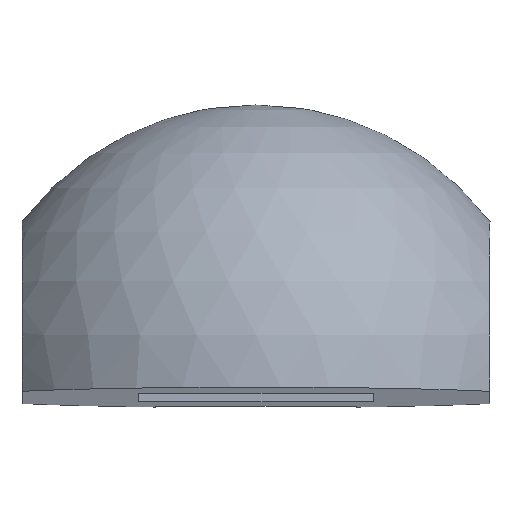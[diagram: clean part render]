
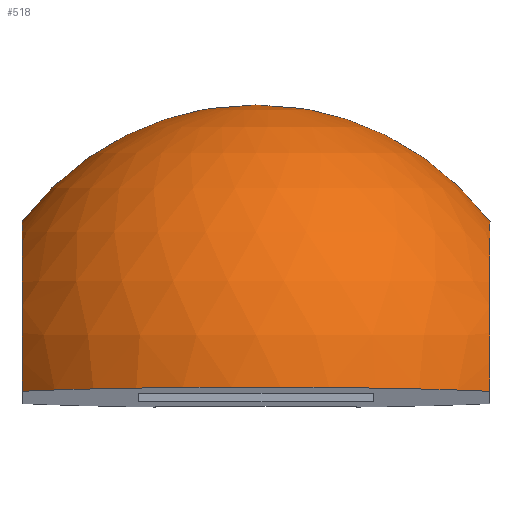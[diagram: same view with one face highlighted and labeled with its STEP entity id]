
A CAD part, front view. The second image highlights one B-rep face of the part: STEP entity #518.
In plain terms, the highlighted spherical face has radius 41.667 mm.
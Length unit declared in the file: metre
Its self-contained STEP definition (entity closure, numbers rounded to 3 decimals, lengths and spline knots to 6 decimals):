
#3 = DIRECTION ( 'NONE',  ( -1., 0., 0. ) ) ;
#37 = CIRCLE ( 'NONE', #64, 0.025 ) ;
#42 = ORIENTED_EDGE ( 'NONE', *, *, #333, .F. ) ;
#48 = VERTEX_POINT ( 'NONE', #386 ) ;
#64 = AXIS2_PLACEMENT_3D ( 'NONE', #121, #208, #447 ) ;
#65 = FACE_OUTER_BOUND ( 'NONE', #258, .T. ) ;
#115 = ORIENTED_EDGE ( 'NONE', *, *, #382, .T. ) ;
#119 = DIRECTION ( 'NONE',  ( 0., 0.999, -0.035 ) ) ;
#121 = CARTESIAN_POINT ( 'NONE',  ( -0.033333, -0.0626, 0.000003 ) ) ;
#158 = AXIS2_PLACEMENT_3D ( 'NONE', #490, #170, #119 ) ;
#164 = CARTESIAN_POINT ( 'NONE',  ( 0.033333, -0.0626, -0.000003 ) ) ;
#170 = DIRECTION ( 'NONE',  ( 0., 0.035, 0.999 ) ) ;
#202 = VERTEX_POINT ( 'NONE', #472 ) ;
#207 = ORIENTED_EDGE ( 'NONE', *, *, #372, .T. ) ;
#208 = DIRECTION ( 'NONE',  ( 1., 0., 0. ) ) ;
#214 = CIRCLE ( 'NONE', #305, 0.025 ) ;
#247 = DIRECTION ( 'NONE',  ( 0., 1., 0. ) ) ;
#258 = EDGE_LOOP ( 'NONE', ( #42, #268, #207, #115 ) ) ;
#265 = VERTEX_POINT ( 'NONE', #310 ) ;
#266 = DIRECTION ( 'NONE',  ( 1., 0., 0. ) ) ;
#268 = ORIENTED_EDGE ( 'NONE', *, *, #283, .T. ) ;
#283 = EDGE_CURVE ( 'NONE', #48, #435, #37, .T. ) ;
#292 = SPHERICAL_SURFACE ( 'NONE', #366, 0.041667 ) ;
#305 = AXIS2_PLACEMENT_3D ( 'NONE', #164, #3, #487 ) ;
#310 = CARTESIAN_POINT ( 'NONE',  ( 0.033333, -0.087584, 0.000873 ) ) ;
#331 = AXIS2_PLACEMENT_3D ( 'NONE', #478, #247, #409 ) ;
#333 = EDGE_CURVE ( 'NONE', #48, #202, #463, .T. ) ;
#366 = AXIS2_PLACEMENT_3D ( 'NONE', #449, #425, #266 ) ;
#372 = EDGE_CURVE ( 'NONE', #435, #265, #393, .T. ) ;
#380 = CARTESIAN_POINT ( 'NONE',  ( -0.033333, -0.087584, 0.000879 ) ) ;
#382 = EDGE_CURVE ( 'NONE', #265, #202, #214, .T. ) ;
#386 = CARTESIAN_POINT ( 'NONE',  ( -0.033331, -0.0626, 0.025003 ) ) ;
#393 = CIRCLE ( 'NONE', #158, 0.041667 ) ;
#409 = DIRECTION ( 'NONE',  ( -1., 0., 0. ) ) ;
#425 = DIRECTION ( 'NONE',  ( 0., 0., -1. ) ) ;
#435 = VERTEX_POINT ( 'NONE', #380 ) ;
#447 = DIRECTION ( 'NONE',  ( 0., 0.035, 0.999 ) ) ;
#449 = CARTESIAN_POINT ( 'NONE',  ( 0., -0.0626, 0. ) ) ;
#463 = CIRCLE ( 'NONE', #331, 0.041667 ) ;
#472 = CARTESIAN_POINT ( 'NONE',  ( 0.033336, -0.0626, 0.024997 ) ) ;
#478 = CARTESIAN_POINT ( 'NONE',  ( 0., -0.0626, 0. ) ) ;
#487 = DIRECTION ( 'NONE',  ( 0., -0.035, -0.999 ) ) ;
#490 = CARTESIAN_POINT ( 'NONE',  ( 0., -0.0626, 0. ) ) ;
#518 = ADVANCED_FACE ( 'NONE', ( #65 ), #292, .T. ) ;
